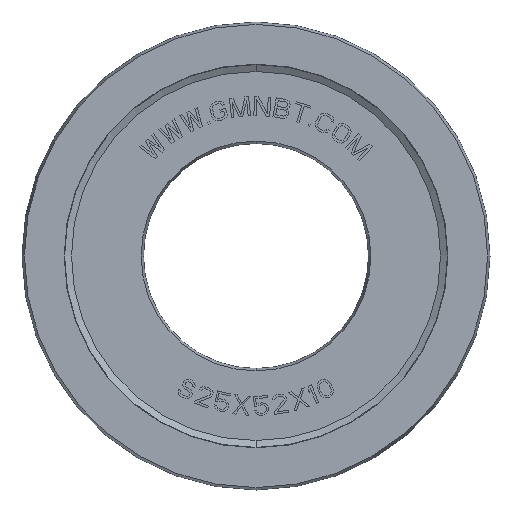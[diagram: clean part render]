
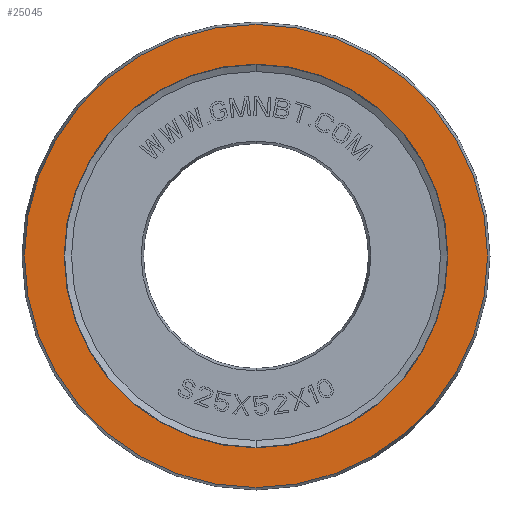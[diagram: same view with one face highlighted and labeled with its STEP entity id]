
A CAD part, front view. The second image highlights one B-rep face of the part: STEP entity #25045.
In plain terms, the highlighted planar face has unit normal (0, -1, 0).
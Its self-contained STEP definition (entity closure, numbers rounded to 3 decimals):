
#24318=CARTESIAN_POINT('',(0.,-5.,0.));
#24319=DIRECTION('',(0.,1.,0.));
#24320=DIRECTION('',(0.,0.,-1.));
#24321=AXIS2_PLACEMENT_3D('',#24318,#24319,#24320);
#24326=CARTESIAN_POINT('',(0.,-5.,0.));
#24327=DIRECTION('',(0.,-1.,0.));
#24328=DIRECTION('',(0.,0.,-1.));
#24329=AXIS2_PLACEMENT_3D('',#24326,#24327,#24328);
#24341=CARTESIAN_POINT('',(0.,-5.,0.));
#24342=DIRECTION('',(0.,-1.,0.));
#24343=DIRECTION('',(0.,0.,-1.));
#24344=AXIS2_PLACEMENT_3D('',#24341,#24342,#24343);
#24356=CARTESIAN_POINT('',(0.,-5.,0.));
#24357=DIRECTION('',(0.,1.,0.));
#24358=DIRECTION('',(0.,0.,-1.));
#24359=AXIS2_PLACEMENT_3D('',#24356,#24357,#24358);
#24722=CARTESIAN_POINT('',(0.,-5.,-21.316));
#24723=VERTEX_POINT('',#24722);
#24724=CARTESIAN_POINT('',(0.,-5.,-25.732));
#24726=VERTEX_POINT('',#24724);
#24766=CARTESIAN_POINT('',(0.,-5.,21.316));
#24767=VERTEX_POINT('',#24766);
#24768=CARTESIAN_POINT('',(0.,-5.,25.732));
#24770=VERTEX_POINT('',#24768);
#25030=CARTESIAN_POINT('',(0.,-5.,0.));
#25031=DIRECTION('',(0.,1.,0.));
#25032=DIRECTION('',(0.,0.,-1.));
#25033=AXIS2_PLACEMENT_3D('',#25030,#25031,#25032);
#25034=PLANE('',#25033);
#25036=ORIENTED_EDGE('',*,*,#25035,.F.);
#25038=ORIENTED_EDGE('',*,*,#25037,.T.);
#25039=EDGE_LOOP('',(#25036,#25038));
#25040=FACE_OUTER_BOUND('',#25039,.F.);
#25041=ORIENTED_EDGE('',*,*,#25023,.F.);
#25042=ORIENTED_EDGE('',*,*,#25012,.T.);
#25043=EDGE_LOOP('',(#25041,#25042));
#25044=FACE_BOUND('',#25043,.F.);
#24322=CIRCLE('',#24321,21.316);
#24330=CIRCLE('',#24329,21.316);
#24345=CIRCLE('',#24344,25.732);
#24360=CIRCLE('',#24359,25.732);
#25012=EDGE_CURVE('',#24723,#24767,#24330,.T.);
#25023=EDGE_CURVE('',#24723,#24767,#24322,.T.);
#25035=EDGE_CURVE('',#24726,#24770,#24345,.T.);
#25037=EDGE_CURVE('',#24726,#24770,#24360,.T.);
#25045=ADVANCED_FACE('',(#25040,#25044),#25034,.F.);
